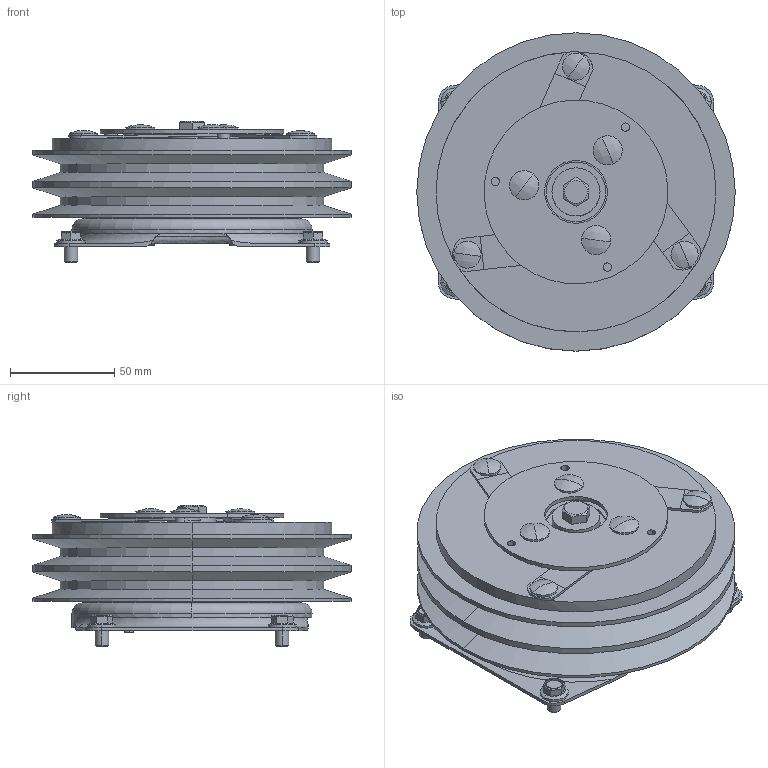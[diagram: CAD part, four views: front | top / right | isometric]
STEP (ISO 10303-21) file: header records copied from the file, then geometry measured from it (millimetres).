
FILE_DESCRIPTION (( 'STEP AP203' ), '1' );
FILE_NAME ('51716600_MA-6A-CV_MGCL.STEP', '2019-04-02T05:30:18', ( '' ), ( '' ), 'SwSTEP 2.0', 'SolidWorks 2014', '' );
FILE_SCHEMA (( 'CONFIG_CONTROL_DESIGN' ));
Length unit declared in the file: millimetre
Products named in the file (1): 51716600_MA-6A-CV_MGCL
Bounding box: 152.4 x 152.4 x 67.57 mm (x, y, z)
Volume: 583720.7 mm3; surface area: 120232.4 mm2
Topology: 1 solids, 4 shells, 571 faces, 1475 edges, 907 vertices
Faces by surface type: cylinder 259, plane 212, cone 65, torus 23, sphere 12
Entity records: 17956 total; most frequent: CARTESIAN_POINT 3503, DIRECTION 3277, ORIENTED_EDGE 2926, EDGE_CURVE 1463, AXIS2_PLACEMENT_3D 1351, VERTEX_POINT 907, CIRCLE 779, EDGE_LOOP 644
